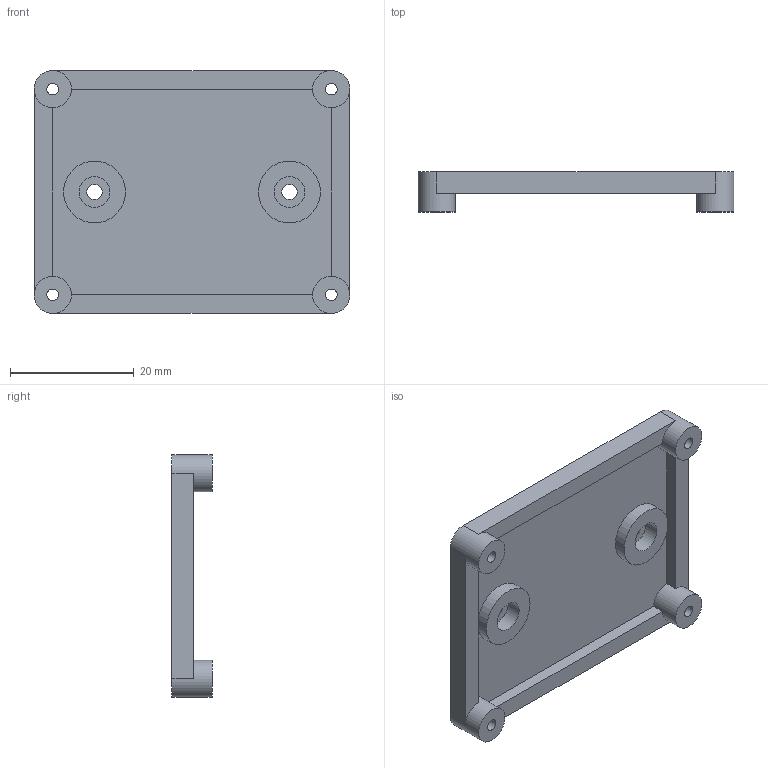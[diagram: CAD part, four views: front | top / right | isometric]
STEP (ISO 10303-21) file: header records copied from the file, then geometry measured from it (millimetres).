
FILE_DESCRIPTION(/* description */ (''),/* implementation_level */ '2;1');
FILE_NAME(/* name */ 'DIN mount for pwr relay double.step',/* time_stamp */ '2023-03-28T11:04:45-07:00',/* author */ (''),/* organization */ (''),/* preprocessor_version */ 'ST-DEVELOPER v19.2',/* originating_system */ 'Autodesk Translation Framework v11.17.0.187',/* authorisation */ '');
FILE_SCHEMA (('AUTOMOTIVE_DESIGN { 1 0 10303 214 3 1 1 }'));
Length unit declared in the file: millimetre
Products named in the file (1): DIN mount for pwr relay
Bounding box: 51 x 6.5 x 39.25 mm (x, y, z)
Volume: 4514.9 mm3; surface area: 5463.5 mm2
Topology: 1 solids, 1 shells, 36 faces, 86 edges, 56 vertices
Faces by surface type: plane 22, cylinder 14
Full cylindrical faces by diameter (mm): 1.9 x4, 2.5 x2, 5 x2, 6 x4, 10 x2
Entity records: 1115 total; most frequent: DIRECTION 200, CARTESIAN_POINT 179, ORIENTED_EDGE 172, EDGE_CURVE 86, AXIS2_PLACEMENT_3D 77, VERTEX_POINT 56, EDGE_LOOP 52, LINE 46
